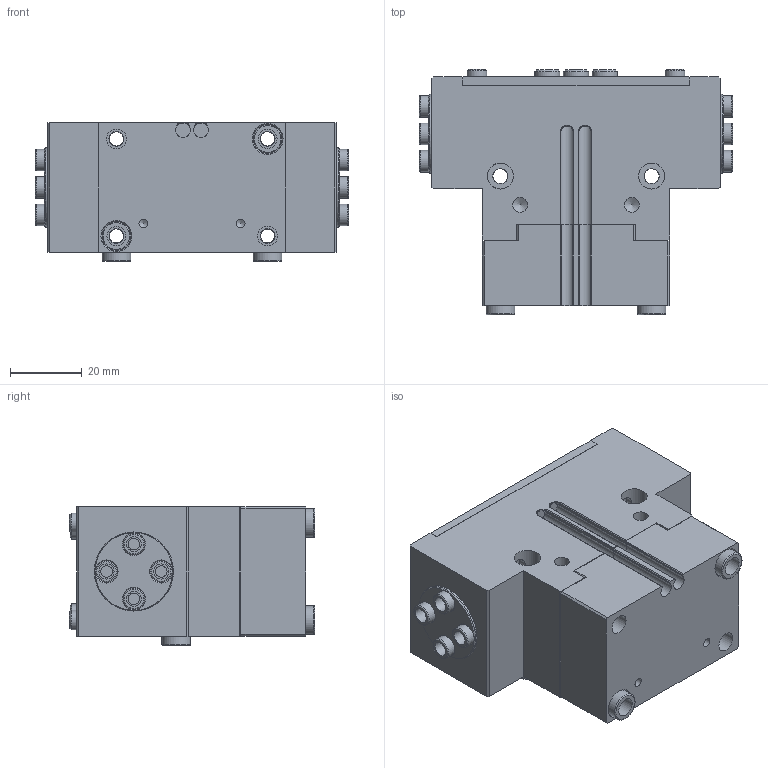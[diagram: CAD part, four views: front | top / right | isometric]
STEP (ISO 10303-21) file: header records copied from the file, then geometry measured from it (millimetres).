
FILE_DESCRIPTION((''),'2;1');
FILE_NAME('GSO-64 MA_MC.stp','2017-03-03T11:33:07',('BOLOGNESE'),(''),'Autodesk Inventor 2010','Autodesk Inventor 2010','');
FILE_SCHEMA(('AUTOMOTIVE_DESIGN { 1 0 10303 214 1 1 1 1 }'));
Length unit declared in the file: millimetre
Products named in the file (6): GSO-64 MA_MC; Boccola 6; Boccola 8; Griffa; Fondello MA_MC; Corpo
Assembly tree (16 placements, depth 2):
  GSO-64 MA_MC
    Boccola 6  x8
    Boccola 8  x4
    Griffa  x2
    Fondello MA_MC
    Corpo
Bounding box: 87 x 68.2 x 38.6 mm (x, y, z)
Volume: 140028.6 mm3; surface area: 39865.3 mm2
Topology: 16 solids, 16 shells, 408 faces, 934 edges, 604 vertices
Faces by surface type: plane 222, cylinder 98, bspline 36, cone 28, torus 24
Full cylindrical faces by diameter (mm): 4.2 x10, 5.3 x4, 5.5 x8, 6 x16, 7 x6, 7.2 x4, 7.22 x4, 7.25 x2, 7.5 x6, 8 x10, 22 x4
Entity records: 9904 total; most frequent: CARTESIAN_POINT 2350, DIRECTION 1474, ORIENTED_EDGE 1316, EDGE_CURVE 658, AXIS2_PLACEMENT_3D 526, EDGE_LOOP 496, VERTEX_POINT 484, VECTOR 422
